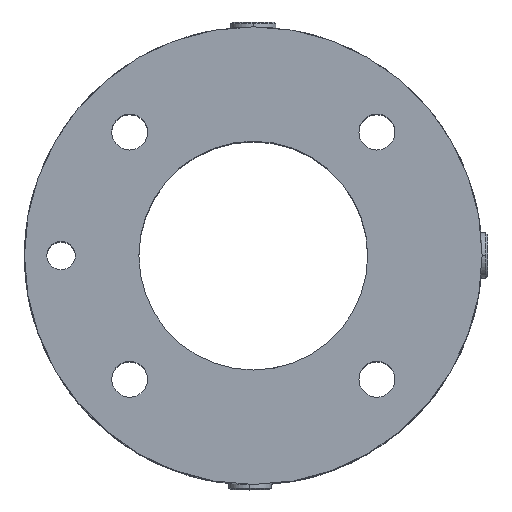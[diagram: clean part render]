
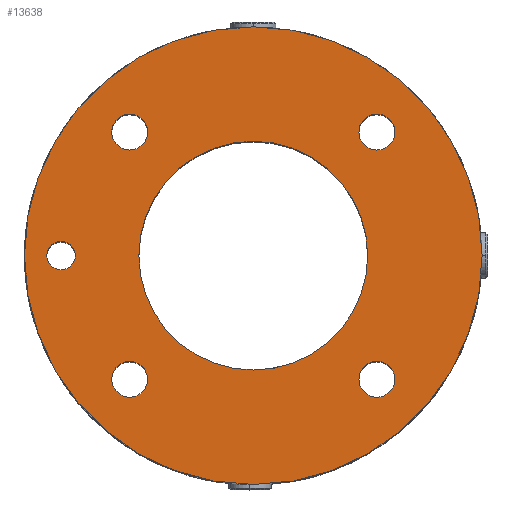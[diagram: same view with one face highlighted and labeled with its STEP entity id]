
A CAD part, top view. The second image highlights one B-rep face of the part: STEP entity #13638.
In plain terms, the highlighted planar face has unit normal (0, 0, 1).
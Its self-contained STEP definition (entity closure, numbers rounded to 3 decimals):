
#452 = DIRECTION ( 'NONE',  ( 0., 0., 1. ) ) ;
#587 = ORIENTED_EDGE ( 'NONE', *, *, #14052, .T. ) ;
#733 = CIRCLE ( 'NONE', #29290, 0.997 ) ;
#790 = VERTEX_POINT ( 'NONE', #30021 ) ;
#889 = VERTEX_POINT ( 'NONE', #16120 ) ;
#1079 = DIRECTION ( 'NONE',  ( 1., 0., 0. ) ) ;
#1326 = CIRCLE ( 'NONE', #16163, 12.7 ) ;
#1362 = CARTESIAN_POINT ( 'NONE',  ( 0., 0., 4.95 ) ) ;
#1404 = AXIS2_PLACEMENT_3D ( 'NONE', #22295, #7987, #24707 ) ;
#1803 = DIRECTION ( 'NONE',  ( 0., 0., 1. ) ) ;
#1996 = CIRCLE ( 'NONE', #15400, 0.787 ) ;
#2042 = EDGE_CURVE ( 'NONE', #3694, #22585, #11087, .T. ) ;
#2053 = CARTESIAN_POINT ( 'NONE',  ( -7.855, -6.858, 4.95 ) ) ;
#2204 = CARTESIAN_POINT ( 'NONE',  ( 0., 0., 4.95 ) ) ;
#2475 = FACE_BOUND ( 'NONE', #20848, .T. ) ;
#2851 = CARTESIAN_POINT ( 'NONE',  ( 0., 0., 4.95 ) ) ;
#3013 = EDGE_CURVE ( 'NONE', #20195, #19947, #4680, .T. ) ;
#3587 = ORIENTED_EDGE ( 'NONE', *, *, #24947, .F. ) ;
#3694 = VERTEX_POINT ( 'NONE', #5821 ) ;
#3755 = DIRECTION ( 'NONE',  ( 1., 0., 0. ) ) ;
#4009 = DIRECTION ( 'NONE',  ( 0., 0., 1. ) ) ;
#4176 = ORIENTED_EDGE ( 'NONE', *, *, #20054, .F. ) ;
#4583 = DIRECTION ( 'NONE',  ( 1., 0., 0. ) ) ;
#4680 = CIRCLE ( 'NONE', #17736, 12.7 ) ;
#5231 = PLANE ( 'NONE',  #25352 ) ;
#5769 = EDGE_LOOP ( 'NONE', ( #22377, #29997 ) ) ;
#5821 = CARTESIAN_POINT ( 'NONE',  ( -5.861, -6.858, 4.95 ) ) ;
#6177 = CARTESIAN_POINT ( 'NONE',  ( -7.855, 6.858, 4.95 ) ) ;
#6251 = CARTESIAN_POINT ( 'NONE',  ( -11.455, 0., 4.95 ) ) ;
#6714 = CARTESIAN_POINT ( 'NONE',  ( -10.668, 0., 4.95 ) ) ;
#6748 = CARTESIAN_POINT ( 'NONE',  ( 6.858, -6.858, 4.95 ) ) ;
#7173 = EDGE_CURVE ( 'NONE', #9576, #8009, #14951, .T. ) ;
#7651 = CARTESIAN_POINT ( 'NONE',  ( -9.881, 0., 4.95 ) ) ;
#7985 = ORIENTED_EDGE ( 'NONE', *, *, #10317, .F. ) ;
#7987 = DIRECTION ( 'NONE',  ( 0., 0., 1. ) ) ;
#8009 = VERTEX_POINT ( 'NONE', #6251 ) ;
#8698 = DIRECTION ( 'NONE',  ( 0., 0., 1. ) ) ;
#8799 = FACE_BOUND ( 'NONE', #14696, .T. ) ;
#8910 = AXIS2_PLACEMENT_3D ( 'NONE', #23005, #8698, #25427 ) ;
#8956 = CARTESIAN_POINT ( 'NONE',  ( 6.858, 6.858, 4.95 ) ) ;
#9065 = ORIENTED_EDGE ( 'NONE', *, *, #2042, .F. ) ;
#9102 = DIRECTION ( 'NONE',  ( 1., 0., 0. ) ) ;
#9137 = DIRECTION ( 'NONE',  ( 1., 0., 0. ) ) ;
#9177 = CIRCLE ( 'NONE', #14459, 0.997 ) ;
#9557 = FACE_OUTER_BOUND ( 'NONE', #12086, .T. ) ;
#9576 = VERTEX_POINT ( 'NONE', #7651 ) ;
#9586 = CIRCLE ( 'NONE', #15746, 0.997 ) ;
#10317 = EDGE_CURVE ( 'NONE', #15769, #10863, #23405, .T. ) ;
#10495 = DIRECTION ( 'NONE',  ( 0., 0., 1. ) ) ;
#10746 = CIRCLE ( 'NONE', #29334, 0.997 ) ;
#10863 = VERTEX_POINT ( 'NONE', #16968 ) ;
#11087 = CIRCLE ( 'NONE', #8910, 0.997 ) ;
#11324 = DIRECTION ( 'NONE',  ( 0., 0., 1. ) ) ;
#11375 = DIRECTION ( 'NONE',  ( 1., 0., 0. ) ) ;
#11390 = CARTESIAN_POINT ( 'NONE',  ( 0., 0., 4.95 ) ) ;
#11418 = ORIENTED_EDGE ( 'NONE', *, *, #18066, .F. ) ;
#11924 = CARTESIAN_POINT ( 'NONE',  ( 12.7, 0., 4.95 ) ) ;
#12086 = EDGE_LOOP ( 'NONE', ( #587, #18230 ) ) ;
#12418 = CIRCLE ( 'NONE', #20416, 6.35 ) ;
#12476 = ORIENTED_EDGE ( 'NONE', *, *, #24499, .F. ) ;
#13028 = VERTEX_POINT ( 'NONE', #30897 ) ;
#13638 = ADVANCED_FACE ( 'NONE', ( #27882, #15913, #15175, #9557, #8799, #2475, #27134 ), #5231, .T. ) ;
#13798 = DIRECTION ( 'NONE',  ( 1., 0., 0. ) ) ;
#14052 = EDGE_CURVE ( 'NONE', #19947, #20195, #1326, .T. ) ;
#14459 = AXIS2_PLACEMENT_3D ( 'NONE', #8956, #25667, #11375 ) ;
#14696 = EDGE_LOOP ( 'NONE', ( #12476, #17369 ) ) ;
#14771 = CARTESIAN_POINT ( 'NONE',  ( 0., 0., 4.95 ) ) ;
#14951 = CIRCLE ( 'NONE', #27779, 0.787 ) ;
#15175 = FACE_BOUND ( 'NONE', #21966, .T. ) ;
#15383 = CIRCLE ( 'NONE', #21672, 0.997 ) ;
#15388 = DIRECTION ( 'NONE',  ( 0., 0., 1. ) ) ;
#15400 = AXIS2_PLACEMENT_3D ( 'NONE', #6714, #23408, #9102 ) ;
#15746 = AXIS2_PLACEMENT_3D ( 'NONE', #25622, #11324, #28051 ) ;
#15769 = VERTEX_POINT ( 'NONE', #18722 ) ;
#15913 = FACE_BOUND ( 'NONE', #5769, .T. ) ;
#16088 = CARTESIAN_POINT ( 'NONE',  ( 6.858, -6.858, 4.95 ) ) ;
#16097 = CIRCLE ( 'NONE', #28493, 0.997 ) ;
#16120 = CARTESIAN_POINT ( 'NONE',  ( -5.861, 6.858, 4.95 ) ) ;
#16163 = AXIS2_PLACEMENT_3D ( 'NONE', #11390, #28107, #13798 ) ;
#16168 = EDGE_CURVE ( 'NONE', #10863, #15769, #12418, .T. ) ;
#16571 = ORIENTED_EDGE ( 'NONE', *, *, #16168, .F. ) ;
#16586 = EDGE_CURVE ( 'NONE', #24398, #889, #15383, .T. ) ;
#16673 = AXIS2_PLACEMENT_3D ( 'NONE', #2204, #18906, #4583 ) ;
#16968 = CARTESIAN_POINT ( 'NONE',  ( 6.35, 0., 4.95 ) ) ;
#17126 = EDGE_CURVE ( 'NONE', #889, #24398, #16097, .T. ) ;
#17148 = DIRECTION ( 'NONE',  ( 1., 0., 0. ) ) ;
#17369 = ORIENTED_EDGE ( 'NONE', *, *, #7173, .F. ) ;
#17635 = CIRCLE ( 'NONE', #1404, 0.997 ) ;
#17736 = AXIS2_PLACEMENT_3D ( 'NONE', #14771, #452, #17148 ) ;
#18039 = DIRECTION ( 'NONE',  ( 0., 0., 1. ) ) ;
#18066 = EDGE_CURVE ( 'NONE', #790, #19238, #733, .T. ) ;
#18230 = ORIENTED_EDGE ( 'NONE', *, *, #3013, .T. ) ;
#18303 = CARTESIAN_POINT ( 'NONE',  ( -10.668, 0., 4.95 ) ) ;
#18493 = DIRECTION ( 'NONE',  ( 1., 0., 0. ) ) ;
#18722 = CARTESIAN_POINT ( 'NONE',  ( -6.35, 0., 4.95 ) ) ;
#18906 = DIRECTION ( 'NONE',  ( 0., 0., 1. ) ) ;
#19238 = VERTEX_POINT ( 'NONE', #28414 ) ;
#19947 = VERTEX_POINT ( 'NONE', #25073 ) ;
#20054 = EDGE_CURVE ( 'NONE', #19238, #790, #10746, .T. ) ;
#20195 = VERTEX_POINT ( 'NONE', #11924 ) ;
#20416 = AXIS2_PLACEMENT_3D ( 'NONE', #1362, #18039, #3755 ) ;
#20705 = DIRECTION ( 'NONE',  ( 1., 0., 0. ) ) ;
#20848 = EDGE_LOOP ( 'NONE', ( #24523, #29079 ) ) ;
#21032 = EDGE_CURVE ( 'NONE', #25036, #13028, #9586, .T. ) ;
#21518 = EDGE_LOOP ( 'NONE', ( #3587, #9065 ) ) ;
#21672 = AXIS2_PLACEMENT_3D ( 'NONE', #24811, #10495, #27238 ) ;
#21953 = DIRECTION ( 'NONE',  ( 1., 0., 0. ) ) ;
#21966 = EDGE_LOOP ( 'NONE', ( #7985, #16571 ) ) ;
#22295 = CARTESIAN_POINT ( 'NONE',  ( -6.858, -6.858, 4.95 ) ) ;
#22377 = ORIENTED_EDGE ( 'NONE', *, *, #16586, .F. ) ;
#22585 = VERTEX_POINT ( 'NONE', #2053 ) ;
#23005 = CARTESIAN_POINT ( 'NONE',  ( -6.858, -6.858, 4.95 ) ) ;
#23377 = EDGE_LOOP ( 'NONE', ( #4176, #11418 ) ) ;
#23405 = CIRCLE ( 'NONE', #16673, 6.35 ) ;
#23408 = DIRECTION ( 'NONE',  ( 0., 0., 1. ) ) ;
#23433 = DIRECTION ( 'NONE',  ( 0., 0., 1. ) ) ;
#24398 = VERTEX_POINT ( 'NONE', #6177 ) ;
#24499 = EDGE_CURVE ( 'NONE', #8009, #9576, #1996, .T. ) ;
#24523 = ORIENTED_EDGE ( 'NONE', *, *, #21032, .F. ) ;
#24707 = DIRECTION ( 'NONE',  ( 1., 0., 0. ) ) ;
#24811 = CARTESIAN_POINT ( 'NONE',  ( -6.858, 6.858, 4.95 ) ) ;
#24947 = EDGE_CURVE ( 'NONE', #22585, #3694, #17635, .T. ) ;
#25018 = CARTESIAN_POINT ( 'NONE',  ( 5.861, 6.858, 4.95 ) ) ;
#25036 = VERTEX_POINT ( 'NONE', #25018 ) ;
#25073 = CARTESIAN_POINT ( 'NONE',  ( -12.7, 0., 4.95 ) ) ;
#25352 = AXIS2_PLACEMENT_3D ( 'NONE', #2851, #29058, #21953 ) ;
#25427 = DIRECTION ( 'NONE',  ( 1., 0., 0. ) ) ;
#25622 = CARTESIAN_POINT ( 'NONE',  ( 6.858, 6.858, 4.95 ) ) ;
#25667 = DIRECTION ( 'NONE',  ( 0., 0., 1. ) ) ;
#27134 = FACE_BOUND ( 'NONE', #21518, .T. ) ;
#27238 = DIRECTION ( 'NONE',  ( 1., 0., 0. ) ) ;
#27779 = AXIS2_PLACEMENT_3D ( 'NONE', #18303, #4009, #20705 ) ;
#27882 = FACE_BOUND ( 'NONE', #23377, .T. ) ;
#28051 = DIRECTION ( 'NONE',  ( 1., 0., 0. ) ) ;
#28107 = DIRECTION ( 'NONE',  ( 0., 0., 1. ) ) ;
#28414 = CARTESIAN_POINT ( 'NONE',  ( 5.861, -6.858, 4.95 ) ) ;
#28493 = AXIS2_PLACEMENT_3D ( 'NONE', #29679, #15388, #1079 ) ;
#29058 = DIRECTION ( 'NONE',  ( 0., 0., 1. ) ) ;
#29079 = ORIENTED_EDGE ( 'NONE', *, *, #30826, .F. ) ;
#29290 = AXIS2_PLACEMENT_3D ( 'NONE', #6748, #23433, #9137 ) ;
#29334 = AXIS2_PLACEMENT_3D ( 'NONE', #16088, #1803, #18493 ) ;
#29679 = CARTESIAN_POINT ( 'NONE',  ( -6.858, 6.858, 4.95 ) ) ;
#29997 = ORIENTED_EDGE ( 'NONE', *, *, #17126, .F. ) ;
#30021 = CARTESIAN_POINT ( 'NONE',  ( 7.855, -6.858, 4.95 ) ) ;
#30826 = EDGE_CURVE ( 'NONE', #13028, #25036, #9177, .T. ) ;
#30897 = CARTESIAN_POINT ( 'NONE',  ( 7.855, 6.858, 4.95 ) ) ;
